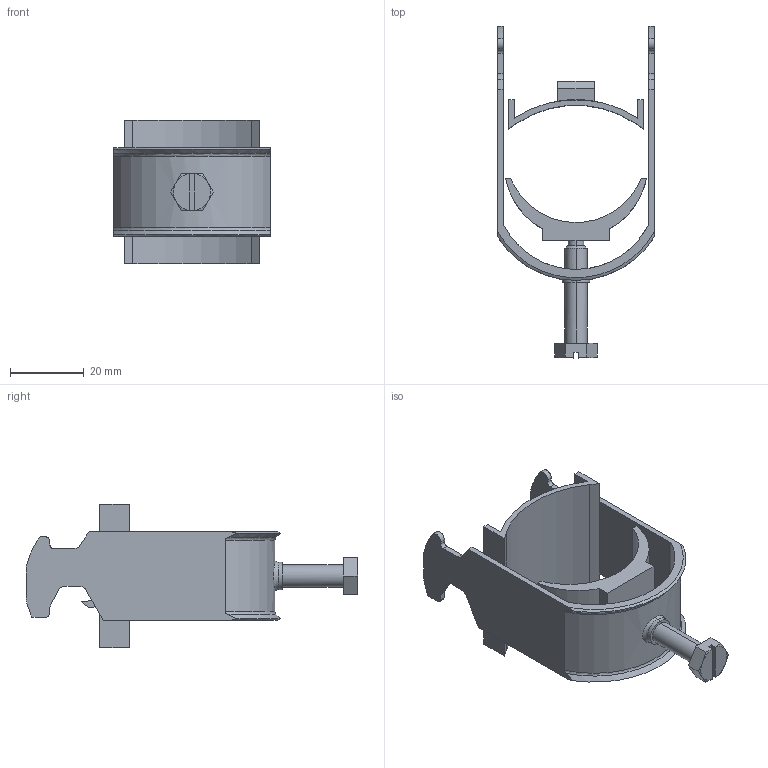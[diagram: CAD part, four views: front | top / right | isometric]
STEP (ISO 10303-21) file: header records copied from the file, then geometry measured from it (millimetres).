
FILE_DESCRIPTION (( 'STEP AP203' ), '1' );
FILE_NAME ('U6126554515 Çàæèì êàáåëüíûé äëÿ Ñ-îáðàçíûõ øèí 30-38.STEP', '2022-04-25T10:53:20', ( '' ), ( '' ), 'SwSTEP 2.0', 'SolidWorks 2017', '' );
FILE_SCHEMA (( 'CONFIG_CONTROL_DESIGN' ));
Length unit declared in the file: millimetre
Products named in the file (3): _7097.340_P1; _7097.340_P2; U6126554515 Çàæèì êàáåëüíûé äëÿ Ñ-îáðàçíûõ øèí 30-38
Assembly tree (2 placements, depth 2):
  U6126554515 Çàæèì êàáåëüíûé äëÿ Ñ-îáðàçíûõ øèí 30-38
    _7097.340_P1
    _7097.340_P2
Bounding box: 42.5 x 90 x 39 mm (x, y, z)
Volume: 13758 mm3; surface area: 15737.8 mm2
Topology: 2 solids, 2 shells, 121 faces, 318 edges, 208 vertices
Faces by surface type: plane 66, cylinder 37, cone 14, bspline 4
Entity records: 5148 total; most frequent: CARTESIAN_POINT 2034, ORIENTED_EDGE 636, DIRECTION 500, EDGE_CURVE 318, VERTEX_POINT 208, LINE 194, VECTOR 194, AXIS2_PLACEMENT_3D 153
